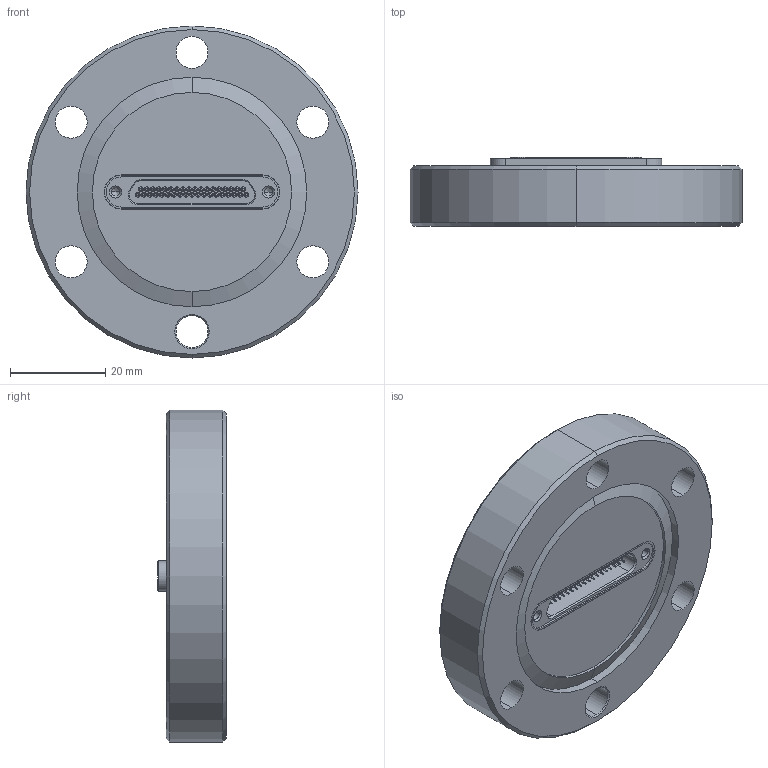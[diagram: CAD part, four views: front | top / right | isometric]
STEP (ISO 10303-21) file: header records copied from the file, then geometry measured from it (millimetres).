
FILE_DESCRIPTION (( 'STEP AP203' ), '1' );
FILE_NAME ('A11563-6-CF.STEP', '2013-05-01T11:03:25', ( '' ), ( '' ), 'SwSTEP 2.0', 'SolidWorks 2012', '' );
FILE_SCHEMA (( 'CONFIG_CONTROL_DESIGN' ));
Length unit declared in the file: inch
Products named in the file (1): A11563-6-CF
Bounding box: 69.85 x 14.5 x 69.85 mm (x, y, z)
Volume: 42316.5 mm3; surface area: 16239.8 mm2
Topology: 76 solids, 76 shells, 1582 faces, 3810 edges, 2278 vertices
Faces by surface type: cylinder 853, cone 272, bspline 259, plane 198
Entity records: 50571 total; most frequent: CARTESIAN_POINT 12880, DIRECTION 8497, ORIENTED_EDGE 7530, EDGE_CURVE 3765, AXIS2_PLACEMENT_3D 3556, VERTEX_POINT 2315, CIRCLE 2232, EDGE_LOOP 1870
